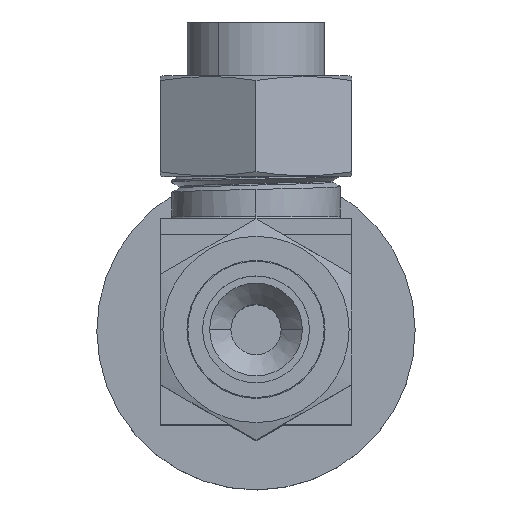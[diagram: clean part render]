
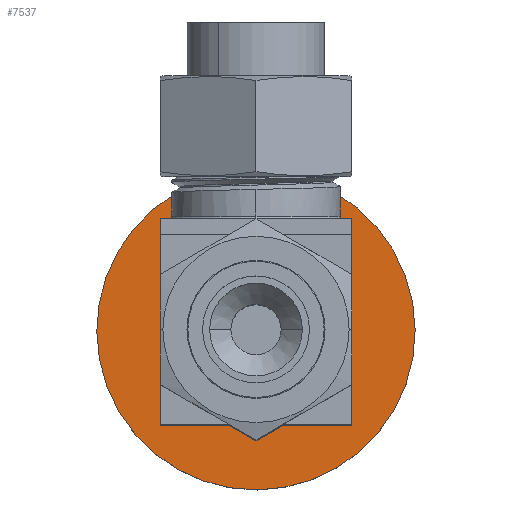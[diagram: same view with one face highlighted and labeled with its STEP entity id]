
A CAD part, top view. The second image highlights one B-rep face of the part: STEP entity #7537.
In plain terms, the highlighted planar face has unit normal (0, 0, 1).
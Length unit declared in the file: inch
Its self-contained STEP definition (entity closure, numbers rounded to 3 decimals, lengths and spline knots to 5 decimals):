
#425 = FACE_BOUND ( 'NONE', #16327, .T. ) ;
#1480 = CARTESIAN_POINT ( 'NONE',  ( 0.07228, 0.72152, -3.43824 ) ) ;
#1535 = DIRECTION ( 'NONE',  ( 0., 0., 1. ) ) ;
#2706 = CARTESIAN_POINT ( 'NONE',  ( 0.07228, 0.72152, -3.43824 ) ) ;
#2789 = FACE_OUTER_BOUND ( 'NONE', #13477, .T. ) ;
#2864 = DIRECTION ( 'NONE',  ( -0.008, 1., 0. ) ) ;
#3097 = DIRECTION ( 'NONE',  ( 0., 0., 1. ) ) ;
#4057 = DIRECTION ( 'NONE',  ( -0.008, 1., 0. ) ) ;
#4314 = AXIS2_PLACEMENT_3D ( 'NONE', #2706, #12096, #4057 ) ;
#5190 = VERTEX_POINT ( 'NONE', #13330 ) ;
#5492 = CARTESIAN_POINT ( 'NONE',  ( 0.07986, -0.21845, -3.43824 ) ) ;
#5879 = CIRCLE ( 'NONE', #4314, 0.94 ) ;
#5952 = AXIS2_PLACEMENT_3D ( 'NONE', #9607, #1535, #10980 ) ;
#6008 = EDGE_CURVE ( 'Defeatured_0_104+Defeatured_0_109+Defeatured_0_109+Defeatured_0_109', #17011, #6965, #9729, .T. ) ;
#6101 = DIRECTION ( 'NONE',  ( 0., 0., 1. ) ) ;
#6965 = VERTEX_POINT ( 'NONE', #16074 ) ;
#7107 = EDGE_CURVE ( 'Defeatured_0_109+Defeatured_0_107+Defeatured_0_107+Defeatured_0_107', #5190, #13054, #16042, .T. ) ;
#7332 = AXIS2_PLACEMENT_3D ( 'NONE', #14170, #6101, #15528 ) ;
#7452 = ORIENTED_EDGE ( 'NONE', *, *, #7519, .F. ) ;
#7519 = EDGE_CURVE ( 'Defeatured_0_104+Defeatured_0_109+Defeatured_0_109+Defeatured_0_109', #6965, #17011, #17137, .T. ) ;
#7537 = ADVANCED_FACE ( 'Defeatured_0_109', ( #425, #2789 ), #16294, .T. ) ;
#9607 = CARTESIAN_POINT ( 'NONE',  ( 0.07228, 0.72152, -3.43824 ) ) ;
#9729 = CIRCLE ( 'NONE', #7332, 0.5 ) ;
#10602 = ORIENTED_EDGE ( 'NONE', *, *, #17074, .T. ) ;
#10826 = AXIS2_PLACEMENT_3D ( 'NONE', #11155, #3097, #12488 ) ;
#10917 = DIRECTION ( 'NONE',  ( 0., 0., 1. ) ) ;
#10980 = DIRECTION ( 'NONE',  ( -0.008, 1., 0. ) ) ;
#11155 = CARTESIAN_POINT ( 'NONE',  ( 0.07228, 0.72152, -3.43824 ) ) ;
#11795 = ORIENTED_EDGE ( 'NONE', *, *, #7107, .T. ) ;
#12096 = DIRECTION ( 'NONE',  ( 0., 0., 1. ) ) ;
#12488 = DIRECTION ( 'NONE',  ( -0.008, 1., 0. ) ) ;
#13054 = VERTEX_POINT ( 'NONE', #5492 ) ;
#13330 = CARTESIAN_POINT ( 'NONE',  ( 0.0647, 1.66149, -3.43824 ) ) ;
#13477 = EDGE_LOOP ( 'NONE', ( #10602, #11795 ) ) ;
#14170 = CARTESIAN_POINT ( 'NONE',  ( 0.07228, 0.72152, -3.43824 ) ) ;
#15326 = AXIS2_PLACEMENT_3D ( 'NONE', #1480, #10917, #2864 ) ;
#15528 = DIRECTION ( 'NONE',  ( -0.008, 1., 0. ) ) ;
#16042 = CIRCLE ( 'NONE', #10826, 0.94 ) ;
#16074 = CARTESIAN_POINT ( 'NONE',  ( 0.06825, 1.2215, -3.43824 ) ) ;
#16119 = CARTESIAN_POINT ( 'NONE',  ( 0.07631, 0.22154, -3.43824 ) ) ;
#16294 = PLANE ( 'NONE',  #5952 ) ;
#16327 = EDGE_LOOP ( 'NONE', ( #7452, #17221 ) ) ;
#17011 = VERTEX_POINT ( 'NONE', #16119 ) ;
#17074 = EDGE_CURVE ( 'Defeatured_0_109+Defeatured_0_107+Defeatured_0_107+Defeatured_0_107', #13054, #5190, #5879, .T. ) ;
#17137 = CIRCLE ( 'NONE', #15326, 0.5 ) ;
#17221 = ORIENTED_EDGE ( 'NONE', *, *, #6008, .F. ) ;
